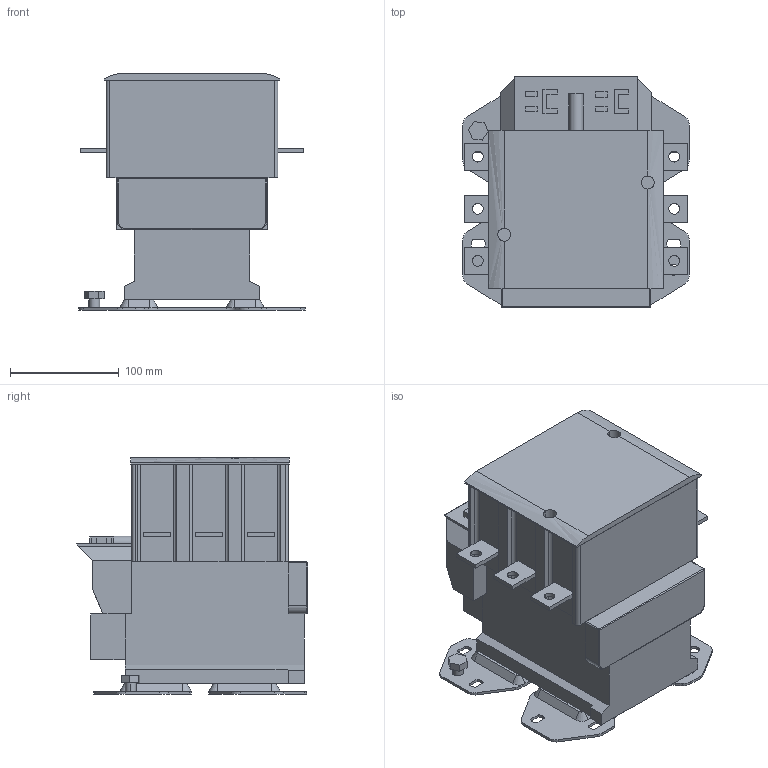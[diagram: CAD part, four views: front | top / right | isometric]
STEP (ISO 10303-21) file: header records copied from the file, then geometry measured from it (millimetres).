
FILE_DESCRIPTION (( 'STEP AP203' ), '1' );
FILE_NAME ('ﾊﾒﾝ-400ﾀ.STEP', '2018-09-04T06:32:13', ( '' ), ( '' ), 'SwSTEP 2.0', 'SolidWorks 2017', '' );
FILE_SCHEMA (( 'CONFIG_CONTROL_DESIGN' ));
Length unit declared in the file: millimetre
Products named in the file (1): ﾊﾒﾝ-400ﾀ
Bounding box: 209 x 213 x 218 mm (x, y, z)
Surface area: 282384.8 mm2 (no closed solid volume)
Topology: 0 solids, 2 shells, 393 faces, 1085 edges, 708 vertices
Faces by surface type: plane 270, cylinder 97, cone 16, bspline 10
Entity records: 12715 total; most frequent: CARTESIAN_POINT 2419, ORIENTED_EDGE 2148, DIRECTION 2077, EDGE_CURVE 1081, LINE 833, VECTOR 833, VERTEX_POINT 708, AXIS2_PLACEMENT_3D 622
